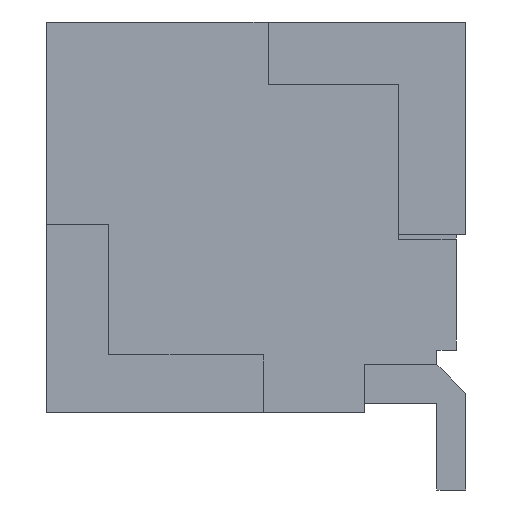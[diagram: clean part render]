
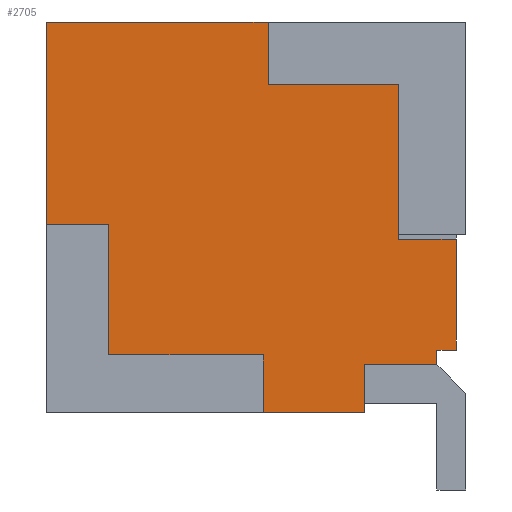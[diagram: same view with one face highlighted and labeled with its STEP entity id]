
A CAD part, left-side view. The second image highlights one B-rep face of the part: STEP entity #2705.
In plain terms, the highlighted planar face has unit normal (-1, 0, 0).
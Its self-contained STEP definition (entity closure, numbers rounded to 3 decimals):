
#16 = VERTEX_POINT ( 'NONE', #4248 ) ;
#118 = VERTEX_POINT ( 'NONE', #2841 ) ;
#124 = ORIENTED_EDGE ( 'NONE', *, *, #1689, .F. ) ;
#133 = VECTOR ( 'NONE', #2224, 1000. ) ;
#134 = VECTOR ( 'NONE', #4965, 1000. ) ;
#141 = EDGE_CURVE ( 'NONE', #4368, #2602, #2350, .T. ) ;
#199 = LINE ( 'NONE', #3263, #1993 ) ;
#221 = CARTESIAN_POINT ( 'NONE',  ( -12., 0., 0.6 ) ) ;
#404 = ORIENTED_EDGE ( 'NONE', *, *, #2029, .F. ) ;
#413 = ORIENTED_EDGE ( 'NONE', *, *, #1412, .F. ) ;
#457 = VERTEX_POINT ( 'NONE', #1683 ) ;
#521 = ORIENTED_EDGE ( 'NONE', *, *, #3425, .T. ) ;
#530 = DIRECTION ( 'NONE',  ( 0., -1., 0. ) ) ;
#586 = VERTEX_POINT ( 'NONE', #2086 ) ;
#609 = VECTOR ( 'NONE', #3026, 1000. ) ;
#649 = LINE ( 'NONE', #2944, #1158 ) ;
#684 = PLANE ( 'NONE',  #1690 ) ;
#700 = CARTESIAN_POINT ( 'NONE',  ( -12., 0., 4.05 ) ) ;
#846 = VECTOR ( 'NONE', #4386, 1000. ) ;
#900 = CARTESIAN_POINT ( 'NONE',  ( -12., 0.6, 4.05 ) ) ;
#920 = CARTESIAN_POINT ( 'NONE',  ( -12., 0., 4.05 ) ) ;
#943 = VERTEX_POINT ( 'NONE', #1137 ) ;
#993 = VECTOR ( 'NONE', #4263, 1000. ) ;
#1007 = VECTOR ( 'NONE', #2083, 1000. ) ;
#1038 = VECTOR ( 'NONE', #5262, 1000. ) ;
#1087 = VERTEX_POINT ( 'NONE', #4129 ) ;
#1115 = LINE ( 'NONE', #3224, #5048 ) ;
#1127 = LINE ( 'NONE', #1224, #4428 ) ;
#1137 = CARTESIAN_POINT ( 'NONE',  ( -12., 0.6, 1.8 ) ) ;
#1144 = FACE_OUTER_BOUND ( 'NONE', #5020, .T. ) ;
#1155 = VERTEX_POINT ( 'NONE', #4678 ) ;
#1158 = VECTOR ( 'NONE', #530, 1000. ) ;
#1169 = CARTESIAN_POINT ( 'NONE',  ( -12., 0.95, 0. ) ) ;
#1224 = CARTESIAN_POINT ( 'NONE',  ( -12., 0., 0. ) ) ;
#1281 = ORIENTED_EDGE ( 'NONE', *, *, #2690, .F. ) ;
#1296 = LINE ( 'NONE', #1906, #846 ) ;
#1339 = VECTOR ( 'NONE', #3935, 1000. ) ;
#1412 = EDGE_CURVE ( 'NONE', #943, #1155, #5129, .T. ) ;
#1427 = LINE ( 'NONE', #2899, #3450 ) ;
#1444 = DIRECTION ( 'NONE',  ( 0., -1., 0. ) ) ;
#1448 = EDGE_CURVE ( 'NONE', #3856, #4919, #1127, .T. ) ;
#1480 = CARTESIAN_POINT ( 'NONE',  ( -12., 3.6, 4.05 ) ) ;
#1559 = DIRECTION ( 'NONE',  ( 0., 1., 0. ) ) ;
#1599 = DIRECTION ( 'NONE',  ( 0., 0., 1. ) ) ;
#1667 = ORIENTED_EDGE ( 'NONE', *, *, #141, .F. ) ;
#1683 = CARTESIAN_POINT ( 'NONE',  ( -12., 3.6, 0.6 ) ) ;
#1689 = EDGE_CURVE ( 'NONE', #2630, #586, #3526, .T. ) ;
#1690 = AXIS2_PLACEMENT_3D ( 'NONE', #700, #5243, #5228 ) ;
#1776 = ORIENTED_EDGE ( 'NONE', *, *, #2961, .F. ) ;
#1787 = LINE ( 'NONE', #920, #133 ) ;
#1837 = LINE ( 'NONE', #221, #1339 ) ;
#1906 = CARTESIAN_POINT ( 'NONE',  ( -12., 0.95, 0.5 ) ) ;
#1993 = VECTOR ( 'NONE', #2879, 1000. ) ;
#2029 = EDGE_CURVE ( 'NONE', #2883, #4368, #1427, .T. ) ;
#2083 = DIRECTION ( 'NONE',  ( 0., 0., -1. ) ) ;
#2086 = CARTESIAN_POINT ( 'NONE',  ( -12., 4.25, 1.95 ) ) ;
#2133 = EDGE_CURVE ( 'NONE', #16, #1155, #1787, .T. ) ;
#2224 = DIRECTION ( 'NONE',  ( 0., 0., 1. ) ) ;
#2350 = LINE ( 'NONE', #3664, #1007 ) ;
#2430 = CARTESIAN_POINT ( 'NONE',  ( -12., 0.2, 0.65 ) ) ;
#2477 = VERTEX_POINT ( 'NONE', #2484 ) ;
#2484 = CARTESIAN_POINT ( 'NONE',  ( -12., 0.6, 3.4 ) ) ;
#2495 = EDGE_CURVE ( 'NONE', #2477, #943, #2941, .T. ) ;
#2561 = LINE ( 'NONE', #4024, #1038 ) ;
#2602 = VERTEX_POINT ( 'NONE', #2977 ) ;
#2630 = VERTEX_POINT ( 'NONE', #4233 ) ;
#2690 = EDGE_CURVE ( 'NONE', #1087, #457, #1837, .T. ) ;
#2705 = ADVANCED_FACE ( 'NONE', ( #1144 ), #684, .F. ) ;
#2798 = ORIENTED_EDGE ( 'NONE', *, *, #2133, .T. ) ;
#2808 = VERTEX_POINT ( 'NONE', #3987 ) ;
#2841 = CARTESIAN_POINT ( 'NONE',  ( -12., 0.2, 0.5 ) ) ;
#2862 = VECTOR ( 'NONE', #1599, 1000. ) ;
#2879 = DIRECTION ( 'NONE',  ( 0., 0., 1. ) ) ;
#2883 = VERTEX_POINT ( 'NONE', #3279 ) ;
#2899 = CARTESIAN_POINT ( 'NONE',  ( -12., 0., 4.05 ) ) ;
#2907 = LINE ( 'NONE', #1480, #993 ) ;
#2941 = LINE ( 'NONE', #900, #134 ) ;
#2944 = CARTESIAN_POINT ( 'NONE',  ( -12., 0., 3.4 ) ) ;
#2961 = EDGE_CURVE ( 'NONE', #4919, #1087, #3430, .T. ) ;
#2967 = CARTESIAN_POINT ( 'NONE',  ( -12., 0.2, 0.65 ) ) ;
#2977 = CARTESIAN_POINT ( 'NONE',  ( -12., 1.95, 3.4 ) ) ;
#2981 = ORIENTED_EDGE ( 'NONE', *, *, #1448, .F. ) ;
#2993 = VERTEX_POINT ( 'NONE', #2430 ) ;
#3026 = DIRECTION ( 'NONE',  ( 0., 1., 0. ) ) ;
#3034 = VECTOR ( 'NONE', #5242, 1000. ) ;
#3173 = ORIENTED_EDGE ( 'NONE', *, *, #5001, .F. ) ;
#3224 = CARTESIAN_POINT ( 'NONE',  ( -12., 4.25, 4.05 ) ) ;
#3263 = CARTESIAN_POINT ( 'NONE',  ( -12., 0.95, 0. ) ) ;
#3279 = CARTESIAN_POINT ( 'NONE',  ( -12., 4.25, 4.05 ) ) ;
#3425 = EDGE_CURVE ( 'NONE', #118, #2993, #2561, .T. ) ;
#3430 = LINE ( 'NONE', #4875, #2862 ) ;
#3450 = VECTOR ( 'NONE', #4130, 1000. ) ;
#3523 = EDGE_CURVE ( 'NONE', #2808, #118, #1296, .T. ) ;
#3526 = LINE ( 'NONE', #4222, #609 ) ;
#3664 = CARTESIAN_POINT ( 'NONE',  ( -12., 1.95, 4.05 ) ) ;
#3774 = ORIENTED_EDGE ( 'NONE', *, *, #2495, .F. ) ;
#3847 = ORIENTED_EDGE ( 'NONE', *, *, #4236, .T. ) ;
#3856 = VERTEX_POINT ( 'NONE', #1169 ) ;
#3935 = DIRECTION ( 'NONE',  ( 0., 1., 0. ) ) ;
#3978 = DIRECTION ( 'NONE',  ( 0., 0., -1. ) ) ;
#3987 = CARTESIAN_POINT ( 'NONE',  ( -12., 0.95, 0.5 ) ) ;
#4024 = CARTESIAN_POINT ( 'NONE',  ( -12., 0.2, 0.5 ) ) ;
#4071 = CARTESIAN_POINT ( 'NONE',  ( -12., 1.95, 4.05 ) ) ;
#4129 = CARTESIAN_POINT ( 'NONE',  ( -12., 2., 0.6 ) ) ;
#4130 = DIRECTION ( 'NONE',  ( 0., -1., 0. ) ) ;
#4138 = CARTESIAN_POINT ( 'NONE',  ( -12., 2., 0. ) ) ;
#4157 = ORIENTED_EDGE ( 'NONE', *, *, #4938, .T. ) ;
#4161 = EDGE_CURVE ( 'NONE', #457, #2630, #2907, .T. ) ;
#4222 = CARTESIAN_POINT ( 'NONE',  ( -12., 4.25, 1.95 ) ) ;
#4233 = CARTESIAN_POINT ( 'NONE',  ( -12., 3.6, 1.95 ) ) ;
#4236 = EDGE_CURVE ( 'NONE', #2883, #586, #1115, .T. ) ;
#4248 = CARTESIAN_POINT ( 'NONE',  ( -12., 0., 0.65 ) ) ;
#4263 = DIRECTION ( 'NONE',  ( 0., 0., 1. ) ) ;
#4368 = VERTEX_POINT ( 'NONE', #4071 ) ;
#4386 = DIRECTION ( 'NONE',  ( 0., -1., 0. ) ) ;
#4423 = CARTESIAN_POINT ( 'NONE',  ( -12., 0., 1.8 ) ) ;
#4428 = VECTOR ( 'NONE', #1559, 1000. ) ;
#4678 = CARTESIAN_POINT ( 'NONE',  ( -12., 0., 1.8 ) ) ;
#4699 = EDGE_CURVE ( 'NONE', #2993, #16, #5259, .T. ) ;
#4710 = ORIENTED_EDGE ( 'NONE', *, *, #4161, .F. ) ;
#4875 = CARTESIAN_POINT ( 'NONE',  ( -12., 2., 4.05 ) ) ;
#4876 = ORIENTED_EDGE ( 'NONE', *, *, #3523, .T. ) ;
#4919 = VERTEX_POINT ( 'NONE', #4138 ) ;
#4938 = EDGE_CURVE ( 'NONE', #3856, #2808, #199, .T. ) ;
#4965 = DIRECTION ( 'NONE',  ( 0., 0., -1. ) ) ;
#5001 = EDGE_CURVE ( 'NONE', #2602, #2477, #649, .T. ) ;
#5020 = EDGE_LOOP ( 'NONE', ( #5163, #2798, #413, #3774, #3173, #1667, #404, #3847, #124, #4710, #1281, #1776, #2981, #4157, #4876, #521 ) ) ;
#5048 = VECTOR ( 'NONE', #3978, 1000. ) ;
#5058 = VECTOR ( 'NONE', #1444, 1000. ) ;
#5129 = LINE ( 'NONE', #4423, #3034 ) ;
#5163 = ORIENTED_EDGE ( 'NONE', *, *, #4699, .T. ) ;
#5228 = DIRECTION ( 'NONE',  ( 0., 1., 0. ) ) ;
#5242 = DIRECTION ( 'NONE',  ( 0., -1., 0. ) ) ;
#5243 = DIRECTION ( 'NONE',  ( 1., 0., 0. ) ) ;
#5259 = LINE ( 'NONE', #2967, #5058 ) ;
#5262 = DIRECTION ( 'NONE',  ( 0., 0., 1. ) ) ;
